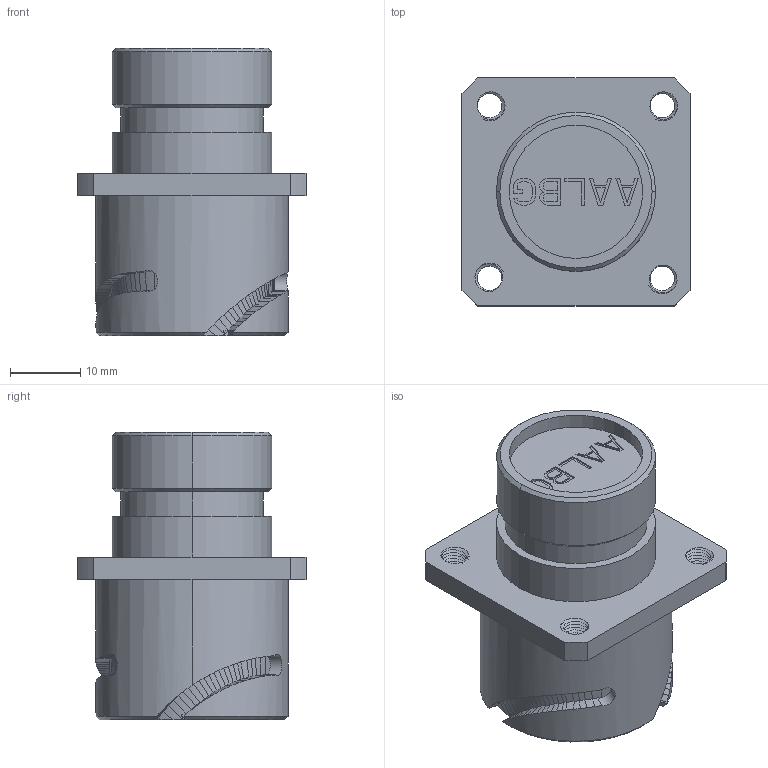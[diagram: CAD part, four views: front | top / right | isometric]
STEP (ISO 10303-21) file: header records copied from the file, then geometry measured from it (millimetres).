
FILE_DESCRIPTION((''),'2;1');
FILE_NAME('GCE3100E16M25P-B-T3_SW0001','2023-06-01T08:45:40',('paultorloting'),('NET AG system integration'),'CREO PARAMETRIC BY PTC INC, 2021404','CREO PARAMETRIC BY PTC INC, 2021404','');
FILE_SCHEMA(('AUTOMOTIVE_DESIGN { 1 0 10303 214 1 1 1 1 }'));
Length unit declared in the file: millimetre
Products named in the file (1): GCE3100E16M25P-B-T3_SW0001
Bounding box: 32.5 x 32.5 x 41 mm (x, y, z)
Volume: 17785.2 mm3; surface area: 8452.4 mm2
Topology: 1 solids, 1 shells, 442 faces, 1152 edges, 732 vertices
Faces by surface type: bspline 226, plane 161, cylinder 32, cone 13, torus 10
Entity records: 22142 total; most frequent: CARTESIAN_POINT 10324, ORIENTED_EDGE 2304, DIRECTION 1297, EDGE_CURVE 1152, VERTEX_POINT 732, VECTOR 644, LINE 644, EDGE_LOOP 470
